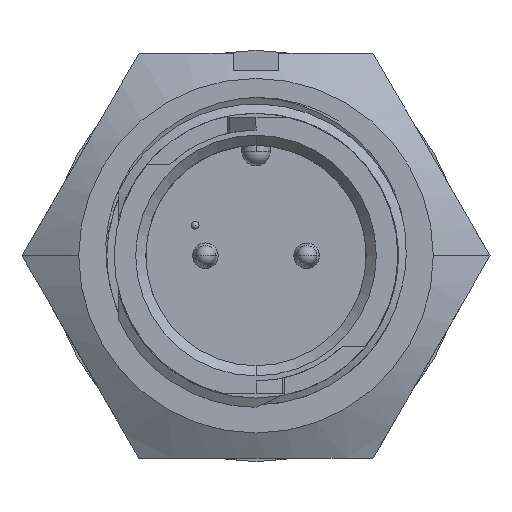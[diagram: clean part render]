
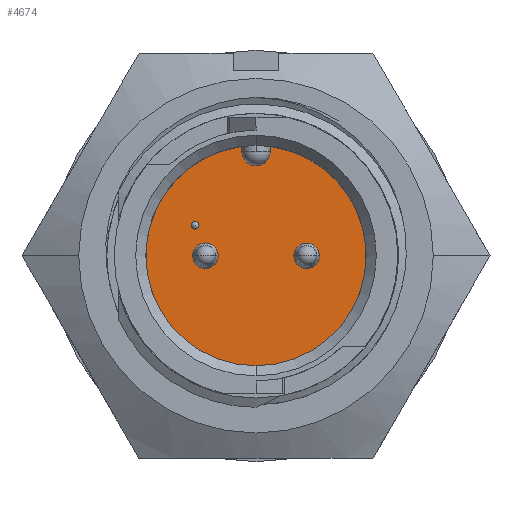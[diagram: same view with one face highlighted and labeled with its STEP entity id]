
A CAD part, top view. The second image highlights one B-rep face of the part: STEP entity #4674.
In plain terms, the highlighted planar face has unit normal (0, 0, 1).
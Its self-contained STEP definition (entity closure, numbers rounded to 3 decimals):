
#26 = CARTESIAN_POINT ( 'NONE',  ( -0.711, 5.479, -8.382 ) ) ;
#143 = ORIENTED_EDGE ( 'NONE', *, *, #2627, .T. ) ;
#176 = DIRECTION ( 'NONE',  ( 1., 0., 0. ) ) ;
#196 = AXIS2_PLACEMENT_3D ( 'NONE', #6110, #7218, #11807 ) ;
#555 = ORIENTED_EDGE ( 'NONE', *, *, #7248, .F. ) ;
#689 = LINE ( 'NONE', #11087, #5299 ) ;
#748 = AXIS2_PLACEMENT_3D ( 'NONE', #6758, #10542, #7126 ) ;
#919 = EDGE_CURVE ( 'NONE', #3295, #8046, #3781, .T. ) ;
#959 = ORIENTED_EDGE ( 'NONE', *, *, #10123, .F. ) ;
#964 = CARTESIAN_POINT ( 'NONE',  ( 2.54, 0., -8.382 ) ) ;
#1051 = VERTEX_POINT ( 'NONE', #11472 ) ;
#1090 = DIRECTION ( 'NONE',  ( 0., 0., -1. ) ) ;
#1242 = VERTEX_POINT ( 'NONE', #11243 ) ;
#1427 = EDGE_LOOP ( 'NONE', ( #4514, #959 ) ) ;
#1487 = EDGE_CURVE ( 'NONE', #1051, #1540, #9517, .T. ) ;
#1540 = VERTEX_POINT ( 'NONE', #6347 ) ;
#1707 = LINE ( 'NONE', #5225, #11320 ) ;
#1899 = DIRECTION ( 'NONE',  ( 0., 1., 0. ) ) ;
#2092 = DIRECTION ( 'NONE',  ( 0., -1., 0. ) ) ;
#2432 = CARTESIAN_POINT ( 'NONE',  ( 0.711, 5.479, -8.382 ) ) ;
#2509 = EDGE_LOOP ( 'NONE', ( #3653, #9018 ) ) ;
#2600 = DIRECTION ( 'NONE',  ( 0., -1., 0. ) ) ;
#2627 = EDGE_CURVE ( 'NONE', #8457, #1242, #8735, .T. ) ;
#2794 = DIRECTION ( 'NONE',  ( 0., 0., 1. ) ) ;
#2819 = DIRECTION ( 'NONE',  ( 1., 0., 0. ) ) ;
#3295 = VERTEX_POINT ( 'NONE', #5223 ) ;
#3348 = ORIENTED_EDGE ( 'NONE', *, *, #11790, .F. ) ;
#3553 = CARTESIAN_POINT ( 'NONE',  ( -2.54, 0.003, -8.382 ) ) ;
#3622 = FACE_BOUND ( 'NONE', #1427, .T. ) ;
#3653 = ORIENTED_EDGE ( 'NONE', *, *, #10365, .F. ) ;
#3742 = CARTESIAN_POINT ( 'NONE',  ( 0., 0., -8.382 ) ) ;
#3757 = DIRECTION ( 'NONE',  ( 0., 0., 1. ) ) ;
#3781 = CIRCLE ( 'NONE', #11322, 0.711 ) ;
#3948 = AXIS2_PLACEMENT_3D ( 'NONE', #964, #11063, #8328 ) ;
#4380 = ORIENTED_EDGE ( 'NONE', *, *, #919, .F. ) ;
#4514 = ORIENTED_EDGE ( 'NONE', *, *, #7389, .F. ) ;
#4518 = DIRECTION ( 'NONE',  ( 0., 1., 0. ) ) ;
#4545 = FACE_OUTER_BOUND ( 'NONE', #12101, .T. ) ;
#4597 = DIRECTION ( 'NONE',  ( 0., 0., 1. ) ) ;
#4674 = ADVANCED_FACE ( 'NONE', ( #4545, #8333, #12127, #3622 ), #6777, .F. ) ;
#4757 = DIRECTION ( 'NONE',  ( 0., 0., 1. ) ) ;
#5181 = EDGE_CURVE ( 'NONE', #1242, #9680, #8729, .T. ) ;
#5183 = CARTESIAN_POINT ( 'NONE',  ( 3.183, 0., -8.382 ) ) ;
#5223 = CARTESIAN_POINT ( 'NONE',  ( -0.711, 5.22, -8.382 ) ) ;
#5225 = CARTESIAN_POINT ( 'NONE',  ( 0.711, 5.22, -8.382 ) ) ;
#5299 = VECTOR ( 'NONE', #2600, 1000. ) ;
#5349 = DIRECTION ( 'NONE',  ( 0., 1., 0. ) ) ;
#5574 = DIRECTION ( 'NONE',  ( 0., 0., 1. ) ) ;
#5645 = DIRECTION ( 'NONE',  ( 0., -1., 0. ) ) ;
#5656 = DIRECTION ( 'NONE',  ( 0., 0., 1. ) ) ;
#5688 = ORIENTED_EDGE ( 'NONE', *, *, #5181, .T. ) ;
#5754 = AXIS2_PLACEMENT_3D ( 'NONE', #3742, #1090, #1899 ) ;
#5945 = AXIS2_PLACEMENT_3D ( 'NONE', #10356, #2794, #2092 ) ;
#5950 = EDGE_CURVE ( 'NONE', #8046, #9680, #1707, .T. ) ;
#5963 = AXIS2_PLACEMENT_3D ( 'NONE', #10969, #4757, #9634 ) ;
#6083 = CIRCLE ( 'NONE', #748, 0.643 ) ;
#6110 = CARTESIAN_POINT ( 'NONE',  ( -2.54, 0.003, -8.382 ) ) ;
#6302 = AXIS2_PLACEMENT_3D ( 'NONE', #7550, #5574, #4518 ) ;
#6347 = CARTESIAN_POINT ( 'NONE',  ( -3.048, 1.715, -8.382 ) ) ;
#6488 = CIRCLE ( 'NONE', #6302, 0.191 ) ;
#6527 = EDGE_LOOP ( 'NONE', ( #10446, #555 ) ) ;
#6632 = EDGE_CURVE ( 'NONE', #12149, #7875, #12088, .T. ) ;
#6758 = CARTESIAN_POINT ( 'NONE',  ( 2.54, 0., -8.382 ) ) ;
#6777 = PLANE ( 'NONE',  #5754 ) ;
#6923 = AXIS2_PLACEMENT_3D ( 'NONE', #3553, #5656, #2819 ) ;
#7117 = CIRCLE ( 'NONE', #3948, 0.643 ) ;
#7126 = DIRECTION ( 'NONE',  ( 1., 0., 0. ) ) ;
#7218 = DIRECTION ( 'NONE',  ( 0., 0., 1. ) ) ;
#7248 = EDGE_CURVE ( 'NONE', #7875, #12149, #9672, .T. ) ;
#7389 = EDGE_CURVE ( 'NONE', #11714, #8819, #7117, .T. ) ;
#7550 = CARTESIAN_POINT ( 'NONE',  ( -3.048, 1.524, -8.382 ) ) ;
#7875 = VERTEX_POINT ( 'NONE', #12153 ) ;
#8024 = CARTESIAN_POINT ( 'NONE',  ( -1.897, 0.003, -8.382 ) ) ;
#8046 = VERTEX_POINT ( 'NONE', #9987 ) ;
#8328 = DIRECTION ( 'NONE',  ( 1., 0., 0. ) ) ;
#8333 = FACE_BOUND ( 'NONE', #2509, .T. ) ;
#8430 = CARTESIAN_POINT ( 'NONE',  ( 0., 0., -8.382 ) ) ;
#8457 = VERTEX_POINT ( 'NONE', #26 ) ;
#8729 = CIRCLE ( 'NONE', #5945, 5.524 ) ;
#8735 = CIRCLE ( 'NONE', #9135, 5.524 ) ;
#8819 = VERTEX_POINT ( 'NONE', #9402 ) ;
#9018 = ORIENTED_EDGE ( 'NONE', *, *, #1487, .F. ) ;
#9135 = AXIS2_PLACEMENT_3D ( 'NONE', #8430, #4597, #5645 ) ;
#9402 = CARTESIAN_POINT ( 'NONE',  ( 1.897, 0., -8.382 ) ) ;
#9517 = CIRCLE ( 'NONE', #5963, 0.191 ) ;
#9570 = CARTESIAN_POINT ( 'NONE',  ( 0., 5.22, -8.382 ) ) ;
#9634 = DIRECTION ( 'NONE',  ( 0., 1., 0. ) ) ;
#9672 = CIRCLE ( 'NONE', #196, 0.643 ) ;
#9680 = VERTEX_POINT ( 'NONE', #2432 ) ;
#9987 = CARTESIAN_POINT ( 'NONE',  ( 0.711, 5.22, -8.382 ) ) ;
#10123 = EDGE_CURVE ( 'NONE', #8819, #11714, #6083, .T. ) ;
#10356 = CARTESIAN_POINT ( 'NONE',  ( 0., 0., -8.382 ) ) ;
#10365 = EDGE_CURVE ( 'NONE', #1540, #1051, #6488, .T. ) ;
#10446 = ORIENTED_EDGE ( 'NONE', *, *, #6632, .F. ) ;
#10542 = DIRECTION ( 'NONE',  ( 0., 0., 1. ) ) ;
#10549 = ORIENTED_EDGE ( 'NONE', *, *, #5950, .F. ) ;
#10969 = CARTESIAN_POINT ( 'NONE',  ( -3.048, 1.524, -8.382 ) ) ;
#11063 = DIRECTION ( 'NONE',  ( 0., 0., 1. ) ) ;
#11087 = CARTESIAN_POINT ( 'NONE',  ( -0.711, 5.479, -8.382 ) ) ;
#11243 = CARTESIAN_POINT ( 'NONE',  ( 0., -5.524, -8.382 ) ) ;
#11320 = VECTOR ( 'NONE', #5349, 1000. ) ;
#11322 = AXIS2_PLACEMENT_3D ( 'NONE', #9570, #3757, #176 ) ;
#11472 = CARTESIAN_POINT ( 'NONE',  ( -3.048, 1.333, -8.382 ) ) ;
#11714 = VERTEX_POINT ( 'NONE', #5183 ) ;
#11790 = EDGE_CURVE ( 'NONE', #8457, #3295, #689, .T. ) ;
#11807 = DIRECTION ( 'NONE',  ( 1., 0., 0. ) ) ;
#12088 = CIRCLE ( 'NONE', #6923, 0.643 ) ;
#12101 = EDGE_LOOP ( 'NONE', ( #3348, #143, #5688, #10549, #4380 ) ) ;
#12127 = FACE_BOUND ( 'NONE', #6527, .T. ) ;
#12149 = VERTEX_POINT ( 'NONE', #8024 ) ;
#12153 = CARTESIAN_POINT ( 'NONE',  ( -3.183, 0.003, -8.382 ) ) ;
